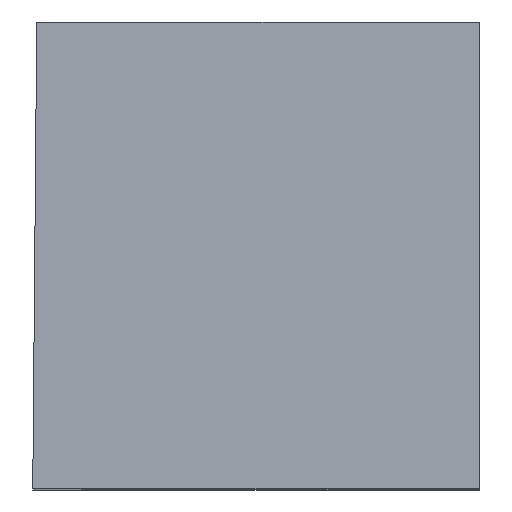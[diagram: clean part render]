
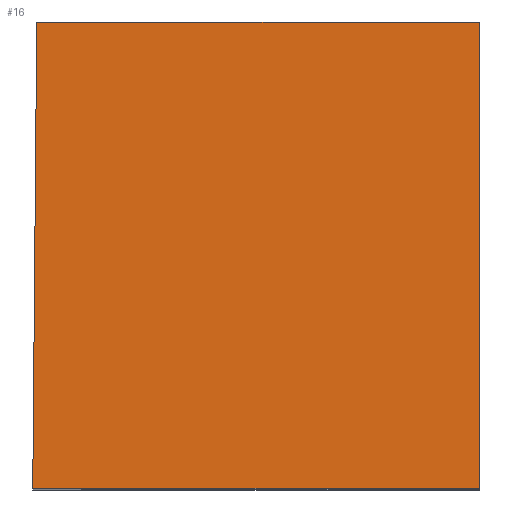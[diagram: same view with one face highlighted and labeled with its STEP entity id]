
A CAD part, top view. The second image highlights one B-rep face of the part: STEP entity #16.
In plain terms, the highlighted planar face has unit normal (0, 0.009, 1).
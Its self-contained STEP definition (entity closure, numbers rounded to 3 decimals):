
#11 = CARTESIAN_POINT ( 'NONE',  ( 5.6, 5.85, 11.2 ) ) ;
#13 = CARTESIAN_POINT ( 'NONE',  ( -5.5, 5.85, 11.2 ) ) ;
#16 = ADVANCED_FACE ( 'NONE', ( #319 ), #314, .T. ) ;
#18 = CARTESIAN_POINT ( 'NONE',  ( 5.6, -5.85, 11.3 ) ) ;
#29 = DIRECTION ( 'NONE',  ( 0., -1., 0.009 ) ) ;
#40 = DIRECTION ( 'NONE',  ( 0., 0.009, 1. ) ) ;
#99 = CARTESIAN_POINT ( 'NONE',  ( 5.6, 5.85, 11.2 ) ) ;
#103 = DIRECTION ( 'NONE',  ( -1., 0., 0. ) ) ;
#112 = AXIS2_PLACEMENT_3D ( 'NONE', #18, #40, #29 ) ;
#156 = DIRECTION ( 'NONE',  ( 0., 1., -0.009 ) ) ;
#161 = EDGE_CURVE ( 'NONE', #342, #458, #292, .T. ) ;
#181 = CARTESIAN_POINT ( 'NONE',  ( 5.6, -5.85, 11.3 ) ) ;
#182 = VECTOR ( 'NONE', #363, 1000. ) ;
#205 = CARTESIAN_POINT ( 'NONE',  ( 5.6, -5.85, 11.3 ) ) ;
#211 = EDGE_CURVE ( 'NONE', #458, #521, #250, .T. ) ;
#213 = EDGE_CURVE ( 'NONE', #442, #342, #263, .T. ) ;
#228 = LINE ( 'NONE', #293, #182 ) ;
#236 = VECTOR ( 'NONE', #320, 1000. ) ;
#246 = VECTOR ( 'NONE', #103, 1000. ) ;
#248 = EDGE_CURVE ( 'NONE', #442, #521, #228, .T. ) ;
#250 = LINE ( 'NONE', #99, #246 ) ;
#263 = LINE ( 'NONE', #205, #236 ) ;
#285 = VECTOR ( 'NONE', #156, 1000. ) ;
#292 = LINE ( 'NONE', #181, #285 ) ;
#293 = CARTESIAN_POINT ( 'NONE',  ( -5.6, -5.85, 11.3 ) ) ;
#314 = PLANE ( 'NONE',  #112 ) ;
#319 = FACE_OUTER_BOUND ( 'NONE', #572, .T. ) ;
#320 = DIRECTION ( 'NONE',  ( 1., 0., 0. ) ) ;
#337 = CARTESIAN_POINT ( 'NONE',  ( -5.6, -5.85, 11.3 ) ) ;
#342 = VERTEX_POINT ( 'NONE', #573 ) ;
#344 = ORIENTED_EDGE ( 'NONE', *, *, #248, .F. ) ;
#347 = ORIENTED_EDGE ( 'NONE', *, *, #211, .T. ) ;
#363 = DIRECTION ( 'NONE',  ( 0.009, 1., -0.009 ) ) ;
#442 = VERTEX_POINT ( 'NONE', #337 ) ;
#458 = VERTEX_POINT ( 'NONE', #11 ) ;
#494 = ORIENTED_EDGE ( 'NONE', *, *, #161, .T. ) ;
#505 = ORIENTED_EDGE ( 'NONE', *, *, #213, .T. ) ;
#521 = VERTEX_POINT ( 'NONE', #13 ) ;
#572 = EDGE_LOOP ( 'NONE', ( #347, #344, #505, #494 ) ) ;
#573 = CARTESIAN_POINT ( 'NONE',  ( 5.6, -5.85, 11.3 ) ) ;
